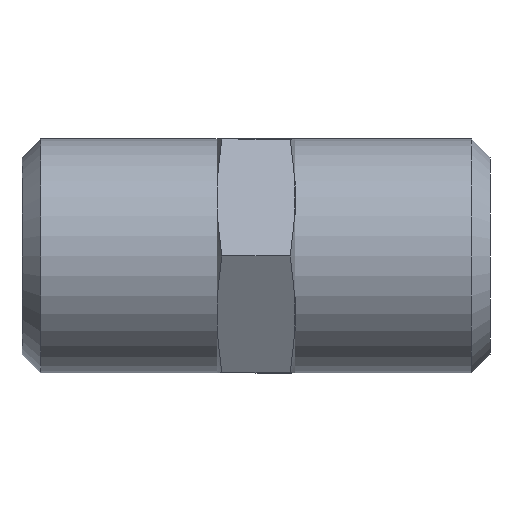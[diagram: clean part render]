
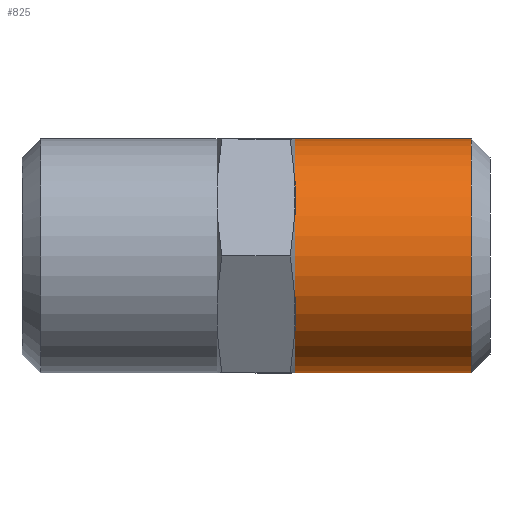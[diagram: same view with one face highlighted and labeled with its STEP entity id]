
A CAD part, front view. The second image highlights one B-rep face of the part: STEP entity #825.
In plain terms, the highlighted cylindrical face has radius 6 mm (diameter 12 mm), a partial arc.
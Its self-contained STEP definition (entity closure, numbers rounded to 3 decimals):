
#22 = CIRCLE ( 'NONE', #981, 6. ) ;
#83 = VERTEX_POINT ( 'NONE', #925 ) ;
#176 = AXIS2_PLACEMENT_3D ( 'NONE', #331, #1323, #767 ) ;
#193 = VERTEX_POINT ( 'NONE', #855 ) ;
#214 = VECTOR ( 'NONE', #1911, 1000. ) ;
#280 = LINE ( 'NONE', #1653, #214 ) ;
#316 = ORIENTED_EDGE ( 'NONE', *, *, #1077, .T. ) ;
#331 = CARTESIAN_POINT ( 'NONE',  ( 11.05, 0., 0. ) ) ;
#354 = DIRECTION ( 'NONE',  ( 0., 0., -1. ) ) ;
#369 = CARTESIAN_POINT ( 'NONE',  ( 6.525, 0., 0. ) ) ;
#382 = DIRECTION ( 'NONE',  ( 1., 0., 0. ) ) ;
#392 = EDGE_CURVE ( 'NONE', #2389, #2606, #2137, .T. ) ;
#408 = VERTEX_POINT ( 'NONE', #718 ) ;
#420 = ORIENTED_EDGE ( 'NONE', *, *, #1749, .F. ) ;
#430 = DIRECTION ( 'NONE',  ( 0., 0., -1. ) ) ;
#496 = AXIS2_PLACEMENT_3D ( 'NONE', #1091, #1220, #354 ) ;
#693 = CIRCLE ( 'NONE', #2583, 6. ) ;
#718 = CARTESIAN_POINT ( 'NONE',  ( 2., -5.196, -3. ) ) ;
#767 = DIRECTION ( 'NONE',  ( 0., 0., -1. ) ) ;
#802 = EDGE_CURVE ( 'NONE', #193, #2389, #1838, .T. ) ;
#825 = ADVANCED_FACE ( 'NONE', ( #1233 ), #2252, .T. ) ;
#831 = DIRECTION ( 'NONE',  ( 1., 0., 0. ) ) ;
#833 = DIRECTION ( 'NONE',  ( 0., 0., -1. ) ) ;
#835 = CARTESIAN_POINT ( 'NONE',  ( 2., 0., 0. ) ) ;
#850 = CARTESIAN_POINT ( 'NONE',  ( 6.525, 0., -6. ) ) ;
#855 = CARTESIAN_POINT ( 'NONE',  ( 2., 0., -6. ) ) ;
#879 = DIRECTION ( 'NONE',  ( 1., 0., 0. ) ) ;
#898 = CARTESIAN_POINT ( 'NONE',  ( 2., 0., 0. ) ) ;
#925 = CARTESIAN_POINT ( 'NONE',  ( 2., -5.196, 3. ) ) ;
#949 = EDGE_CURVE ( 'NONE', #2570, #83, #1032, .T. ) ;
#981 = AXIS2_PLACEMENT_3D ( 'NONE', #835, #1040, #1030 ) ;
#1030 = DIRECTION ( 'NONE',  ( 0., 0., -1. ) ) ;
#1032 = CIRCLE ( 'NONE', #496, 6. ) ;
#1040 = DIRECTION ( 'NONE',  ( 1., 0., 0. ) ) ;
#1077 = EDGE_CURVE ( 'NONE', #408, #193, #693, .T. ) ;
#1091 = CARTESIAN_POINT ( 'NONE',  ( 2., 0., 0. ) ) ;
#1220 = DIRECTION ( 'NONE',  ( 1., 0., 0. ) ) ;
#1233 = FACE_OUTER_BOUND ( 'NONE', #2322, .T. ) ;
#1300 = VECTOR ( 'NONE', #831, 1000. ) ;
#1307 = ORIENTED_EDGE ( 'NONE', *, *, #802, .T. ) ;
#1323 = DIRECTION ( 'NONE',  ( -1., 0., 0. ) ) ;
#1328 = ORIENTED_EDGE ( 'NONE', *, *, #392, .T. ) ;
#1601 = CARTESIAN_POINT ( 'NONE',  ( 11.05, 0., -6. ) ) ;
#1653 = CARTESIAN_POINT ( 'NONE',  ( 6.525, 0., 6. ) ) ;
#1669 = CARTESIAN_POINT ( 'NONE',  ( 11.05, 0., 6. ) ) ;
#1749 = EDGE_CURVE ( 'NONE', #2570, #2606, #280, .T. ) ;
#1803 = ORIENTED_EDGE ( 'NONE', *, *, #949, .T. ) ;
#1838 = LINE ( 'NONE', #850, #1300 ) ;
#1849 = ORIENTED_EDGE ( 'NONE', *, *, #2492, .T. ) ;
#1888 = CARTESIAN_POINT ( 'NONE',  ( 2., 0., 6. ) ) ;
#1911 = DIRECTION ( 'NONE',  ( 1., 0., 0. ) ) ;
#2137 = CIRCLE ( 'NONE', #176, 6. ) ;
#2233 = AXIS2_PLACEMENT_3D ( 'NONE', #369, #382, #430 ) ;
#2252 = CYLINDRICAL_SURFACE ( 'NONE', #2233, 6. ) ;
#2322 = EDGE_LOOP ( 'NONE', ( #420, #1803, #1849, #316, #1307, #1328 ) ) ;
#2389 = VERTEX_POINT ( 'NONE', #1601 ) ;
#2492 = EDGE_CURVE ( 'NONE', #83, #408, #22, .T. ) ;
#2570 = VERTEX_POINT ( 'NONE', #1888 ) ;
#2583 = AXIS2_PLACEMENT_3D ( 'NONE', #898, #879, #833 ) ;
#2606 = VERTEX_POINT ( 'NONE', #1669 ) ;
